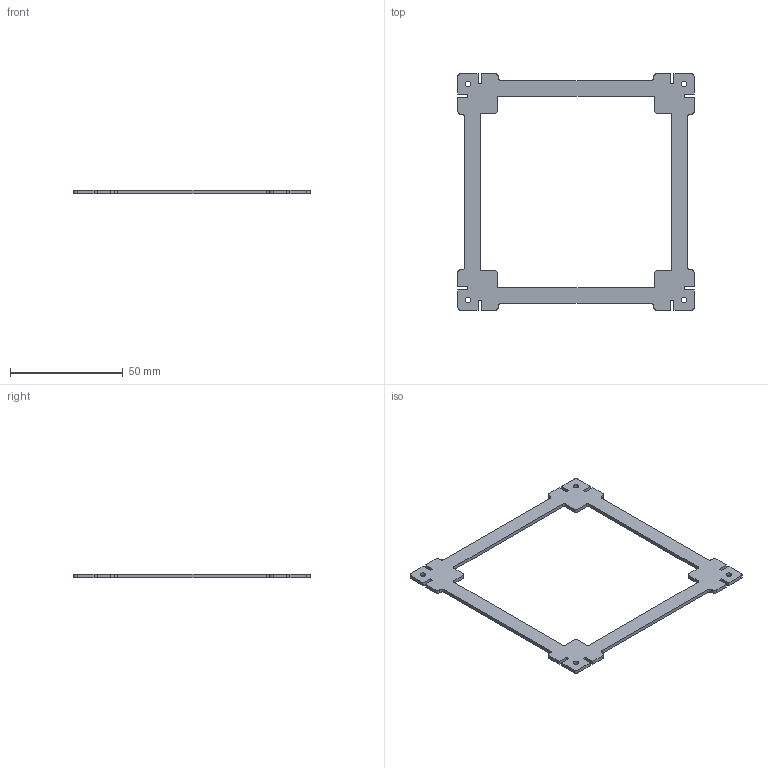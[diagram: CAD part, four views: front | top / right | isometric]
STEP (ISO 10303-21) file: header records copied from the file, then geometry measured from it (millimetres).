
FILE_DESCRIPTION(/* description */ (''),/* implementation_level */ '2;1');
FILE_NAME(/* name */ 'base v3.step',/* time_stamp */ '2024-09-05T14:27:51-03:00',/* author */ (''),/* organization */ (''),/* preprocessor_version */ 'ST-DEVELOPER v20',/* originating_system */ 'Autodesk Translation Framework v13.14.0.145',/* authorisation */ '');
FILE_SCHEMA (('AUTOMOTIVE_DESIGN { 1 0 10303 214 3 1 1 }'));
Length unit declared in the file: millimetre
Products named in the file (1): base
Bounding box: 104.84 x 104.84 x 1.6 mm (x, y, z)
Volume: 4972.1 mm3; surface area: 7616 mm2
Topology: 1 solids, 1 shells, 94 faces, 276 edges, 184 vertices
Faces by surface type: plane 54, bspline 36, cylinder 4
Full cylindrical faces by diameter (mm): 2.5 x4
Entity records: 3207 total; most frequent: CARTESIAN_POINT 935, ORIENTED_EDGE 552, DIRECTION 330, EDGE_CURVE 276, LINE 196, VECTOR 196, VERTEX_POINT 184, EDGE_LOOP 104
